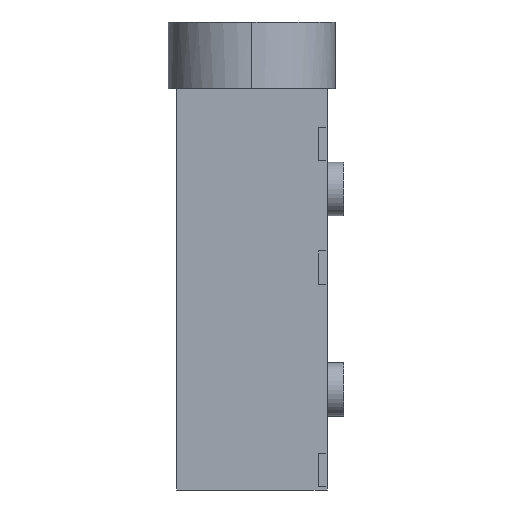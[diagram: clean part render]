
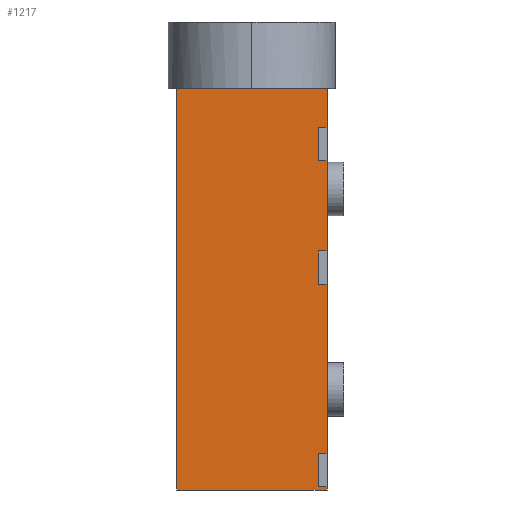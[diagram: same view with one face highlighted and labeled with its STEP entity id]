
A CAD part, left-side view. The second image highlights one B-rep face of the part: STEP entity #1217.
In plain terms, the highlighted planar face has unit normal (-1, 0, 0).
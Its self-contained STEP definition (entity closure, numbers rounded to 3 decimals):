
#7 = ORIENTED_EDGE ( 'NONE', *, *, #825, .F. ) ;
#24 = LINE ( 'NONE', #127, #227 ) ;
#27 = VERTEX_POINT ( 'NONE', #879 ) ;
#28 = LINE ( 'NONE', #1147, #1254 ) ;
#29 = VECTOR ( 'NONE', #945, 1000. ) ;
#33 = VERTEX_POINT ( 'NONE', #612 ) ;
#41 = LINE ( 'NONE', #1221, #912 ) ;
#46 = CARTESIAN_POINT ( 'NONE',  ( -3.2, 0.25, -5.85 ) ) ;
#49 = EDGE_CURVE ( 'NONE', #846, #277, #682, .T. ) ;
#59 = AXIS2_PLACEMENT_3D ( 'NONE', #859, #950, #1270 ) ;
#79 = DIRECTION ( 'NONE',  ( 0., -1., 0. ) ) ;
#82 = LINE ( 'NONE', #1049, #354 ) ;
#88 = VECTOR ( 'NONE', #531, 1000. ) ;
#107 = DIRECTION ( 'NONE',  ( 0., 0., 1. ) ) ;
#109 = VERTEX_POINT ( 'NONE', #46 ) ;
#117 = CARTESIAN_POINT ( 'NONE',  ( -3.2, 4.5, 0. ) ) ;
#127 = CARTESIAN_POINT ( 'NONE',  ( -3.2, 0., -4.85 ) ) ;
#133 = CARTESIAN_POINT ( 'NONE',  ( -3.2, 0., -5.85 ) ) ;
#150 = DIRECTION ( 'NONE',  ( 0., 1., 0. ) ) ;
#157 = ORIENTED_EDGE ( 'NONE', *, *, #592, .F. ) ;
#171 = LINE ( 'NONE', #361, #332 ) ;
#174 = CARTESIAN_POINT ( 'NONE',  ( -3.2, 0., -10.9 ) ) ;
#180 = EDGE_LOOP ( 'NONE', ( #1047, #639, #986, #1296, #157, #750, #1096, #962, #7, #786, #1250, #384, #863, #739, #1052, #292 ) ) ;
#189 = EDGE_CURVE ( 'NONE', #27, #961, #801, .T. ) ;
#221 = CARTESIAN_POINT ( 'NONE',  ( -3.2, 0.25, -4.85 ) ) ;
#226 = EDGE_CURVE ( 'NONE', #1156, #542, #171, .T. ) ;
#227 = VECTOR ( 'NONE', #150, 1000. ) ;
#243 = DIRECTION ( 'NONE',  ( 0., -1., 0. ) ) ;
#253 = DIRECTION ( 'NONE',  ( 0., 1., 0. ) ) ;
#254 = VERTEX_POINT ( 'NONE', #1197 ) ;
#257 = LINE ( 'NONE', #849, #402 ) ;
#277 = VERTEX_POINT ( 'NONE', #617 ) ;
#292 = ORIENTED_EDGE ( 'NONE', *, *, #1016, .F. ) ;
#306 = CARTESIAN_POINT ( 'NONE',  ( -3.2, 4.5, -12. ) ) ;
#319 = EDGE_CURVE ( 'NONE', #961, #254, #802, .T. ) ;
#322 = EDGE_CURVE ( 'NONE', #779, #622, #379, .T. ) ;
#326 = CARTESIAN_POINT ( 'NONE',  ( -3.2, 0.25, -2.15 ) ) ;
#332 = VECTOR ( 'NONE', #572, 1000. ) ;
#352 = VECTOR ( 'NONE', #697, 1000. ) ;
#354 = VECTOR ( 'NONE', #574, 1000. ) ;
#361 = CARTESIAN_POINT ( 'NONE',  ( -3.2, 4.5, 0. ) ) ;
#379 = LINE ( 'NONE', #1166, #833 ) ;
#384 = ORIENTED_EDGE ( 'NONE', *, *, #477, .F. ) ;
#398 = DIRECTION ( 'NONE',  ( 0., -1., 0. ) ) ;
#402 = VECTOR ( 'NONE', #783, 1000. ) ;
#408 = VERTEX_POINT ( 'NONE', #889 ) ;
#422 = VECTOR ( 'NONE', #559, 1000. ) ;
#444 = VECTOR ( 'NONE', #107, 1000. ) ;
#459 = LINE ( 'NONE', #965, #422 ) ;
#469 = DIRECTION ( 'NONE',  ( 0., 0., 1. ) ) ;
#477 = EDGE_CURVE ( 'NONE', #27, #1156, #716, .T. ) ;
#519 = LINE ( 'NONE', #221, #88 ) ;
#531 = DIRECTION ( 'NONE',  ( 0., 0., -1. ) ) ;
#542 = VERTEX_POINT ( 'NONE', #1207 ) ;
#559 = DIRECTION ( 'NONE',  ( 0., 0., -1. ) ) ;
#564 = VECTOR ( 'NONE', #79, 1000. ) ;
#566 = CARTESIAN_POINT ( 'NONE',  ( -3.2, 4.5, 0. ) ) ;
#572 = DIRECTION ( 'NONE',  ( 0., -1., 0. ) ) ;
#574 = DIRECTION ( 'NONE',  ( 0., -1., 0. ) ) ;
#592 = EDGE_CURVE ( 'NONE', #846, #976, #24, .T. ) ;
#604 = LINE ( 'NONE', #1205, #1158 ) ;
#612 = CARTESIAN_POINT ( 'NONE',  ( -3.2, 0.25, -10.9 ) ) ;
#613 = CARTESIAN_POINT ( 'NONE',  ( -3.2, 0., -12. ) ) ;
#617 = CARTESIAN_POINT ( 'NONE',  ( -3.2, 0., -2.15 ) ) ;
#622 = VERTEX_POINT ( 'NONE', #133 ) ;
#635 = CARTESIAN_POINT ( 'NONE',  ( -3.2, 0.25, -11.9 ) ) ;
#639 = ORIENTED_EDGE ( 'NONE', *, *, #322, .T. ) ;
#645 = CARTESIAN_POINT ( 'NONE',  ( -3.2, 0.25, -10.9 ) ) ;
#681 = EDGE_CURVE ( 'NONE', #779, #33, #28, .T. ) ;
#682 = LINE ( 'NONE', #905, #444 ) ;
#697 = DIRECTION ( 'NONE',  ( 0., 0., 1. ) ) ;
#716 = LINE ( 'NONE', #117, #352 ) ;
#724 = LINE ( 'NONE', #645, #29 ) ;
#739 = ORIENTED_EDGE ( 'NONE', *, *, #319, .T. ) ;
#750 = ORIENTED_EDGE ( 'NONE', *, *, #49, .T. ) ;
#779 = VERTEX_POINT ( 'NONE', #174 ) ;
#783 = DIRECTION ( 'NONE',  ( 0., 1., 0. ) ) ;
#786 = ORIENTED_EDGE ( 'NONE', *, *, #1109, .T. ) ;
#801 = LINE ( 'NONE', #306, #564 ) ;
#802 = LINE ( 'NONE', #1203, #876 ) ;
#825 = EDGE_CURVE ( 'NONE', #408, #941, #257, .T. ) ;
#833 = VECTOR ( 'NONE', #469, 1000. ) ;
#846 = VERTEX_POINT ( 'NONE', #1159 ) ;
#849 = CARTESIAN_POINT ( 'NONE',  ( -3.2, 0., -1.15 ) ) ;
#859 = CARTESIAN_POINT ( 'NONE',  ( -3.2, 4.5, 0. ) ) ;
#863 = ORIENTED_EDGE ( 'NONE', *, *, #189, .T. ) ;
#876 = VECTOR ( 'NONE', #1004, 1000. ) ;
#879 = CARTESIAN_POINT ( 'NONE',  ( -3.2, 4.5, -12. ) ) ;
#889 = CARTESIAN_POINT ( 'NONE',  ( -3.2, 0., -1.15 ) ) ;
#905 = CARTESIAN_POINT ( 'NONE',  ( -3.2, 0., 0. ) ) ;
#912 = VECTOR ( 'NONE', #243, 1000. ) ;
#916 = DIRECTION ( 'NONE',  ( 0., 0., 1. ) ) ;
#928 = LINE ( 'NONE', #1224, #1090 ) ;
#941 = VERTEX_POINT ( 'NONE', #1006 ) ;
#945 = DIRECTION ( 'NONE',  ( 0., 0., -1. ) ) ;
#950 = DIRECTION ( 'NONE',  ( 1., 0., 0. ) ) ;
#961 = VERTEX_POINT ( 'NONE', #613 ) ;
#962 = ORIENTED_EDGE ( 'NONE', *, *, #1174, .F. ) ;
#965 = CARTESIAN_POINT ( 'NONE',  ( -3.2, 0.25, -1.15 ) ) ;
#972 = EDGE_CURVE ( 'NONE', #109, #622, #604, .T. ) ;
#976 = VERTEX_POINT ( 'NONE', #1300 ) ;
#986 = ORIENTED_EDGE ( 'NONE', *, *, #972, .F. ) ;
#1004 = DIRECTION ( 'NONE',  ( 0., 0., 1. ) ) ;
#1006 = CARTESIAN_POINT ( 'NONE',  ( -3.2, 0.25, -1.15 ) ) ;
#1016 = EDGE_CURVE ( 'NONE', #33, #1026, #724, .T. ) ;
#1026 = VERTEX_POINT ( 'NONE', #635 ) ;
#1047 = ORIENTED_EDGE ( 'NONE', *, *, #681, .F. ) ;
#1049 = CARTESIAN_POINT ( 'NONE',  ( -3.2, 0., -2.15 ) ) ;
#1052 = ORIENTED_EDGE ( 'NONE', *, *, #1059, .F. ) ;
#1059 = EDGE_CURVE ( 'NONE', #1026, #254, #41, .T. ) ;
#1090 = VECTOR ( 'NONE', #916, 1000. ) ;
#1092 = VERTEX_POINT ( 'NONE', #326 ) ;
#1094 = EDGE_CURVE ( 'NONE', #976, #109, #519, .T. ) ;
#1096 = ORIENTED_EDGE ( 'NONE', *, *, #1251, .F. ) ;
#1109 = EDGE_CURVE ( 'NONE', #408, #542, #928, .T. ) ;
#1147 = CARTESIAN_POINT ( 'NONE',  ( -3.2, 0., -10.9 ) ) ;
#1156 = VERTEX_POINT ( 'NONE', #566 ) ;
#1158 = VECTOR ( 'NONE', #398, 1000. ) ;
#1159 = CARTESIAN_POINT ( 'NONE',  ( -3.2, 0., -4.85 ) ) ;
#1166 = CARTESIAN_POINT ( 'NONE',  ( -3.2, 0., 0. ) ) ;
#1167 = PLANE ( 'NONE',  #59 ) ;
#1174 = EDGE_CURVE ( 'NONE', #941, #1092, #459, .T. ) ;
#1176 = FACE_OUTER_BOUND ( 'NONE', #180, .T. ) ;
#1197 = CARTESIAN_POINT ( 'NONE',  ( -3.2, 0., -11.9 ) ) ;
#1203 = CARTESIAN_POINT ( 'NONE',  ( -3.2, 0., 0. ) ) ;
#1205 = CARTESIAN_POINT ( 'NONE',  ( -3.2, 0., -5.85 ) ) ;
#1207 = CARTESIAN_POINT ( 'NONE',  ( -3.2, 0., 0. ) ) ;
#1217 = ADVANCED_FACE ( 'NONE', ( #1176 ), #1167, .F. ) ;
#1221 = CARTESIAN_POINT ( 'NONE',  ( -3.2, 0., -11.9 ) ) ;
#1224 = CARTESIAN_POINT ( 'NONE',  ( -3.2, 0., 0. ) ) ;
#1250 = ORIENTED_EDGE ( 'NONE', *, *, #226, .F. ) ;
#1251 = EDGE_CURVE ( 'NONE', #1092, #277, #82, .T. ) ;
#1254 = VECTOR ( 'NONE', #253, 1000. ) ;
#1270 = DIRECTION ( 'NONE',  ( 0., 0., -1. ) ) ;
#1296 = ORIENTED_EDGE ( 'NONE', *, *, #1094, .F. ) ;
#1300 = CARTESIAN_POINT ( 'NONE',  ( -3.2, 0.25, -4.85 ) ) ;
